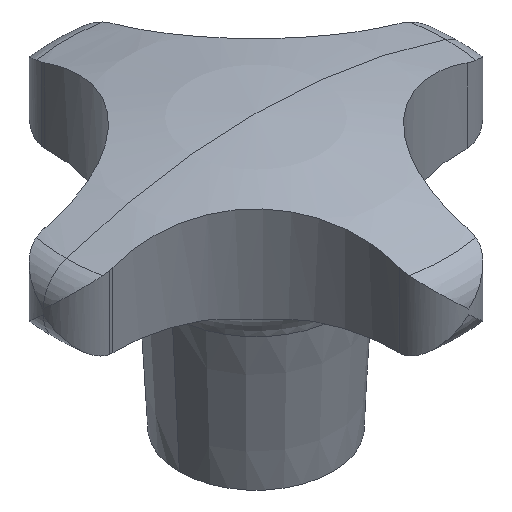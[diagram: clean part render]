
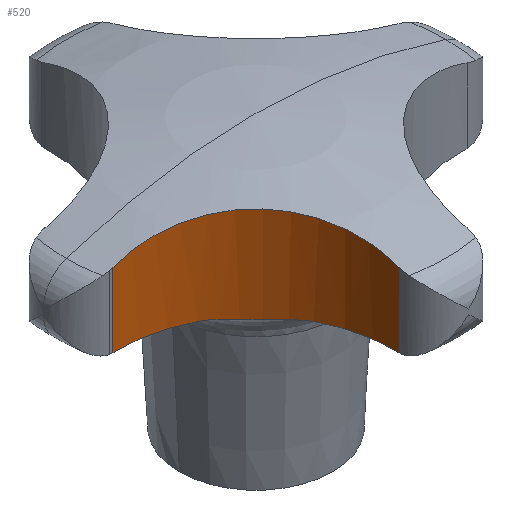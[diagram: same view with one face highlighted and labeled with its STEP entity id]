
A CAD part, isometric view. The second image highlights one B-rep face of the part: STEP entity #520.
In plain terms, the highlighted cylindrical face has radius 16 mm (diameter 32 mm), a partial arc.
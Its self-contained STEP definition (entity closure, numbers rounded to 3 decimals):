
#286=VERTEX_POINT('',#760);
#292=VERTEX_POINT('',#766);
#308=VERTEX_POINT('',#782);
#316=EDGE_CURVE('',#308,#292,#790,.T.);
#368=EDGE_CURVE('',#590,#614,#846,.T.);
#398=VERTEX_POINT('',#877);
#408=EDGE_CURVE('',#688,#436,#889,.T.);
#436=VERTEX_POINT('',#920);
#486=EDGE_CURVE('',#308,#398,#978,.T.);
#520=ADVANCED_FACE('',(#1015),#1016,.F.);
#536=EDGE_CURVE('',#436,#286,#1034,.T.);
#538=EDGE_CURVE('',#614,#688,#1036,.T.);
#590=VERTEX_POINT('',#1092);
#614=VERTEX_POINT('',#1118);
#638=EDGE_CURVE('',#398,#590,#1144,.T.);
#652=EDGE_CURVE('',#286,#292,#1162,.T.);
#688=VERTEX_POINT('',#1200);
#760=CARTESIAN_POINT('',(-20.795,-3.995,28.72));
#766=CARTESIAN_POINT('',(-3.995,-20.795,28.72));
#782=CARTESIAN_POINT('',(-3.995,-20.795,20.004));
#790=LINE('',#1383,#1384);
#846=B_SPLINE_CURVE_WITH_KNOTS('',3,(#1527,#1528,#1529,#1530,#1531,#1532,#1533,#1534,#1535,#1536,#1537,#1538,#1539,#1540,#1541,#1542,#1543,#1544),.UNSPECIFIED.,.F.,.F.,(4,2,2,2,2,2,2,2,4),(-11.174,-10.365,-8.808,-7.544,-6.793,-6.136,-5.326,-3.814,-1.86),.UNSPECIFIED.);
#877=CARTESIAN_POINT('',(-3.987,-20.618,20.0));
#889=B_SPLINE_CURVE_WITH_KNOTS('',3,(#1628,#1629,#1630,#1631),.UNSPECIFIED.,.F.,.F.,(4,4),(-0.586,-0.409),.UNSPECIFIED.);
#920=CARTESIAN_POINT('',(-20.795,-3.995,20.004));
#978=B_SPLINE_CURVE_WITH_KNOTS('',3,(#1818,#1819,#1820,#1821),.UNSPECIFIED.,.F.,.F.,(4,4),(-6.619,-6.441),.UNSPECIFIED.);
#1015=FACE_OUTER_BOUND('',#1880,.T.);
#1016=CYLINDRICAL_SURFACE('',#1881,16.0);
#1034=LINE('',#1906,#1907);
#1036=CIRCLE('',#1910,16.0);
#1092=CARTESIAN_POINT('',(-5.786,-12.577,20.0));
#1118=CARTESIAN_POINT('',(-12.577,-5.786,20.0));
#1144=CIRCLE('',#2156,16.0);
#1162=B_SPLINE_CURVE_WITH_KNOTS('',3,(#2180,#2181,#2182,#2183,#2184,#2185,#2186,#2187,#2188,#2189,#2190,#2191,#2192,#2193,#2194,#2195,#2196,#2197,#2198,#2199),.UNSPECIFIED.,.F.,.F.,(4,2,2,2,2,2,2,2,2,4),(25.093,28.217,31.341,34.465,37.589,40.7,43.811,46.923,50.034,51.341),.UNSPECIFIED.);
#1200=CARTESIAN_POINT('',(-20.618,-3.987,20.0));
#1383=CARTESIAN_POINT('',(-3.995,-20.795,0.));
#1384=VECTOR('',#2379,1.0);
#1527=CARTESIAN_POINT('',(-5.786,-12.577,20.0));
#1528=CARTESIAN_POINT('',(-5.917,-12.326,20.0));
#1529=CARTESIAN_POINT('',(-6.054,-12.079,19.989));
#1530=CARTESIAN_POINT('',(-6.474,-11.368,19.936));
#1531=CARTESIAN_POINT('',(-6.774,-10.914,19.875));
#1532=CARTESIAN_POINT('',(-7.36,-10.121,19.773));
#1533=CARTESIAN_POINT('',(-7.637,-9.775,19.73));
#1534=CARTESIAN_POINT('',(-8.107,-9.239,19.685));
#1535=CARTESIAN_POINT('',(-8.285,-9.044,19.674));
#1536=CARTESIAN_POINT('',(-8.632,-8.686,19.666));
#1537=CARTESIAN_POINT('',(-8.797,-8.523,19.667));
#1538=CARTESIAN_POINT('',(-9.174,-8.165,19.681));
#1539=CARTESIAN_POINT('',(-9.386,-7.975,19.696));
#1540=CARTESIAN_POINT('',(-10.01,-7.443,19.756));
#1541=CARTESIAN_POINT('',(-10.432,-7.119,19.814));
#1542=CARTESIAN_POINT('',(-11.422,-6.434,19.939));
#1543=CARTESIAN_POINT('',(-11.995,-6.09,20.0));
#1544=CARTESIAN_POINT('',(-12.577,-5.786,20.0));
#1628=CARTESIAN_POINT('',(-20.618,-3.987,20.0));
#1629=CARTESIAN_POINT('',(-20.677,-3.989,20.0));
#1630=CARTESIAN_POINT('',(-20.736,-3.992,20.001));
#1631=CARTESIAN_POINT('',(-20.795,-3.995,20.004));
#1818=CARTESIAN_POINT('',(-3.995,-20.795,20.004));
#1819=CARTESIAN_POINT('',(-3.992,-20.736,20.001));
#1820=CARTESIAN_POINT('',(-3.989,-20.677,20.0));
#1821=CARTESIAN_POINT('',(-3.987,-20.618,20.0));
#1880=EDGE_LOOP('',(#2609,#2610,#2611,#2612,#2613,#2614,#2615,#2616));
#1881=AXIS2_PLACEMENT_3D('',#2617,#2618,#2619);
#1906=CARTESIAN_POINT('',(-20.795,-3.995,0.));
#1907=VECTOR('',#2650,1.0);
#1910=AXIS2_PLACEMENT_3D('',#2651,#2652,#2653);
#2156=AXIS2_PLACEMENT_3D('',#2776,#2777,#2778);
#2180=CARTESIAN_POINT('',(-20.795,-3.995,28.72));
#2181=CARTESIAN_POINT('',(-19.803,-3.944,29.033));
#2182=CARTESIAN_POINT('',(-18.763,-3.985,29.33));
#2183=CARTESIAN_POINT('',(-16.669,-4.283,29.86));
#2184=CARTESIAN_POINT('',(-15.616,-4.54,30.094));
#2185=CARTESIAN_POINT('',(-13.575,-5.269,30.478));
#2186=CARTESIAN_POINT('',(-12.585,-5.741,30.628));
#2187=CARTESIAN_POINT('',(-10.738,-6.864,30.839));
#2188=CARTESIAN_POINT('',(-9.881,-7.515,30.898));
#2189=CARTESIAN_POINT('',(-8.355,-8.925,30.932));
#2190=CARTESIAN_POINT('',(-7.639,-9.726,30.907));
#2191=CARTESIAN_POINT('',(-6.375,-11.474,30.767));
#2192=CARTESIAN_POINT('',(-5.826,-12.423,30.651));
#2193=CARTESIAN_POINT('',(-4.937,-14.4,30.333));
#2194=CARTESIAN_POINT('',(-4.596,-15.431,30.132));
#2195=CARTESIAN_POINT('',(-4.131,-17.498,29.661));
#2196=CARTESIAN_POINT('',(-4.007,-18.533,29.391));
#2197=CARTESIAN_POINT('',(-3.968,-19.948,28.982));
#2198=CARTESIAN_POINT('',(-3.973,-20.37,28.854));
#2199=CARTESIAN_POINT('',(-3.995,-20.795,28.72));
#2379=DIRECTION('',(0.0,0.,1.0));
#2609=ORIENTED_EDGE('',*,*,#652,.F.);
#2610=ORIENTED_EDGE('',*,*,#536,.F.);
#2611=ORIENTED_EDGE('',*,*,#408,.F.);
#2612=ORIENTED_EDGE('',*,*,#538,.F.);
#2613=ORIENTED_EDGE('',*,*,#368,.F.);
#2614=ORIENTED_EDGE('',*,*,#638,.F.);
#2615=ORIENTED_EDGE('',*,*,#486,.F.);
#2616=ORIENTED_EDGE('',*,*,#316,.T.);
#2617=CARTESIAN_POINT('',(-19.974,-19.974,0.));
#2618=DIRECTION('',(-0.0,0.,-1.0));
#2619=DIRECTION('',(-0.051,0.999,0.));
#2650=DIRECTION('',(0.0,0.,1.0));
#2651=CARTESIAN_POINT('',(-19.974,-19.974,20.0));
#2652=DIRECTION('',(0.,0.,1.0));
#2653=DIRECTION('',(-0.051,0.999,0.));
#2776=CARTESIAN_POINT('',(-19.974,-19.974,20.0));
#2777=DIRECTION('',(0.,0.,1.0));
#2778=DIRECTION('',(-0.051,0.999,0.));
